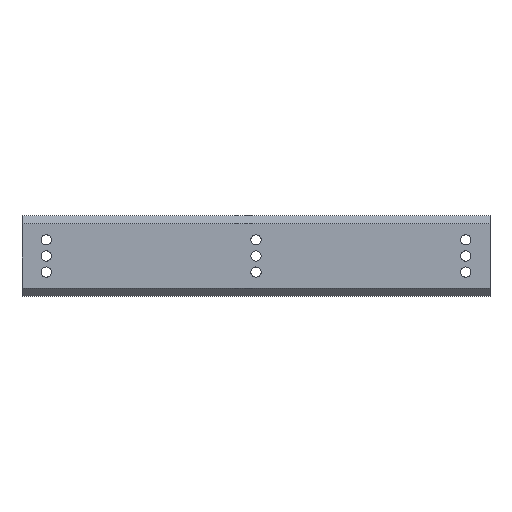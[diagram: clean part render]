
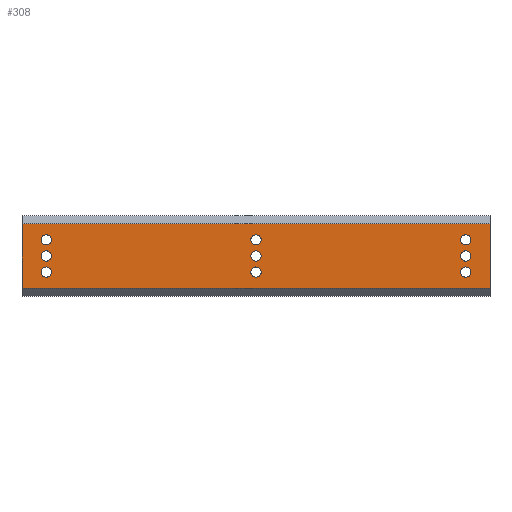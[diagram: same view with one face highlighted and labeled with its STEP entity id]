
A CAD part, top view. The second image highlights one B-rep face of the part: STEP entity #308.
In plain terms, the highlighted planar face has unit normal (0, 0, 1).
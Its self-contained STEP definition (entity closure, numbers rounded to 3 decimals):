
#15=FACE_BOUND('',#64,.T.);
#16=FACE_BOUND('',#65,.T.);
#17=FACE_BOUND('',#66,.T.);
#18=FACE_BOUND('',#67,.T.);
#19=FACE_BOUND('',#68,.T.);
#20=FACE_BOUND('',#69,.T.);
#21=FACE_BOUND('',#70,.T.);
#22=FACE_BOUND('',#71,.T.);
#23=FACE_BOUND('',#72,.T.);
#33=PLANE('',#355);
#48=FACE_OUTER_BOUND('',#63,.T.);
#63=EDGE_LOOP('',(#248,#249,#250,#251));
#64=EDGE_LOOP('',(#252));
#65=EDGE_LOOP('',(#253));
#66=EDGE_LOOP('',(#254));
#67=EDGE_LOOP('',(#255));
#68=EDGE_LOOP('',(#256));
#69=EDGE_LOOP('',(#257));
#70=EDGE_LOOP('',(#258));
#71=EDGE_LOOP('',(#259));
#72=EDGE_LOOP('',(#260));
#96=LINE('',#508,#117);
#97=LINE('',#510,#118);
#98=LINE('',#512,#119);
#99=LINE('',#513,#120);
#117=VECTOR('',#428,10.);
#118=VECTOR('',#429,10.);
#119=VECTOR('',#430,10.);
#120=VECTOR('',#431,10.);
#129=CIRCLE('',#329,2.55);
#131=CIRCLE('',#332,2.55);
#133=CIRCLE('',#335,2.55);
#135=CIRCLE('',#338,2.55);
#137=CIRCLE('',#341,2.55);
#139=CIRCLE('',#344,2.55);
#141=CIRCLE('',#347,2.55);
#143=CIRCLE('',#350,2.55);
#145=CIRCLE('',#353,2.55);
#147=VERTEX_POINT('',#452);
#149=VERTEX_POINT('',#458);
#151=VERTEX_POINT('',#464);
#153=VERTEX_POINT('',#470);
#155=VERTEX_POINT('',#476);
#157=VERTEX_POINT('',#482);
#159=VERTEX_POINT('',#488);
#161=VERTEX_POINT('',#494);
#163=VERTEX_POINT('',#500);
#165=VERTEX_POINT('',#506);
#166=VERTEX_POINT('',#507);
#167=VERTEX_POINT('',#509);
#168=VERTEX_POINT('',#511);
#173=EDGE_CURVE('',#147,#147,#129,.T.);
#176=EDGE_CURVE('',#149,#149,#131,.T.);
#179=EDGE_CURVE('',#151,#151,#133,.T.);
#182=EDGE_CURVE('',#153,#153,#135,.T.);
#185=EDGE_CURVE('',#155,#155,#137,.T.);
#188=EDGE_CURVE('',#157,#157,#139,.T.);
#191=EDGE_CURVE('',#159,#159,#141,.T.);
#194=EDGE_CURVE('',#161,#161,#143,.T.);
#197=EDGE_CURVE('',#163,#163,#145,.T.);
#200=EDGE_CURVE('',#165,#166,#96,.T.);
#201=EDGE_CURVE('',#167,#165,#97,.T.);
#202=EDGE_CURVE('',#168,#167,#98,.T.);
#203=EDGE_CURVE('',#166,#168,#99,.T.);
#248=ORIENTED_EDGE('',*,*,#200,.F.);
#249=ORIENTED_EDGE('',*,*,#201,.F.);
#250=ORIENTED_EDGE('',*,*,#202,.F.);
#251=ORIENTED_EDGE('',*,*,#203,.F.);
#252=ORIENTED_EDGE('',*,*,#197,.T.);
#253=ORIENTED_EDGE('',*,*,#194,.T.);
#254=ORIENTED_EDGE('',*,*,#191,.T.);
#255=ORIENTED_EDGE('',*,*,#188,.T.);
#256=ORIENTED_EDGE('',*,*,#185,.T.);
#257=ORIENTED_EDGE('',*,*,#182,.T.);
#258=ORIENTED_EDGE('',*,*,#179,.T.);
#259=ORIENTED_EDGE('',*,*,#176,.T.);
#260=ORIENTED_EDGE('',*,*,#173,.T.);
#308=ADVANCED_FACE('',(#48,#15,#16,#17,#18,#19,#20,#21,#22,#23),#33,.T.);
#329=AXIS2_PLACEMENT_3D('',#453,#365,#366);
#332=AXIS2_PLACEMENT_3D('',#459,#372,#373);
#335=AXIS2_PLACEMENT_3D('',#465,#379,#380);
#338=AXIS2_PLACEMENT_3D('',#471,#386,#387);
#341=AXIS2_PLACEMENT_3D('',#477,#393,#394);
#344=AXIS2_PLACEMENT_3D('',#483,#400,#401);
#347=AXIS2_PLACEMENT_3D('',#489,#407,#408);
#350=AXIS2_PLACEMENT_3D('',#495,#414,#415);
#353=AXIS2_PLACEMENT_3D('',#501,#421,#422);
#355=AXIS2_PLACEMENT_3D('',#505,#426,#427);
#365=DIRECTION('center_axis',(0.,0.,-1.));
#366=DIRECTION('ref_axis',(1.,0.,0.));
#372=DIRECTION('center_axis',(0.,0.,-1.));
#373=DIRECTION('ref_axis',(1.,0.,0.));
#379=DIRECTION('center_axis',(0.,0.,-1.));
#380=DIRECTION('ref_axis',(1.,0.,0.));
#386=DIRECTION('center_axis',(0.,0.,-1.));
#387=DIRECTION('ref_axis',(1.,0.,0.));
#393=DIRECTION('center_axis',(0.,0.,-1.));
#394=DIRECTION('ref_axis',(1.,0.,0.));
#400=DIRECTION('center_axis',(0.,0.,-1.));
#401=DIRECTION('ref_axis',(1.,0.,0.));
#407=DIRECTION('center_axis',(0.,0.,-1.));
#408=DIRECTION('ref_axis',(1.,0.,0.));
#414=DIRECTION('center_axis',(0.,0.,-1.));
#415=DIRECTION('ref_axis',(1.,0.,0.));
#421=DIRECTION('center_axis',(0.,0.,-1.));
#422=DIRECTION('ref_axis',(1.,0.,0.));
#426=DIRECTION('center_axis',(0.,0.,1.));
#427=DIRECTION('ref_axis',(1.,0.,0.));
#428=DIRECTION('',(-1.,0.,0.));
#429=DIRECTION('',(0.,-1.,0.));
#430=DIRECTION('',(1.,0.,0.));
#431=DIRECTION('',(0.,1.,0.));
#452=CARTESIAN_POINT('',(101.45,8.,4.));
#453=CARTESIAN_POINT('Origin',(104.,8.,4.));
#458=CARTESIAN_POINT('',(101.45,0.,4.));
#459=CARTESIAN_POINT('Origin',(104.,0.,4.));
#464=CARTESIAN_POINT('',(101.45,-8.,4.));
#465=CARTESIAN_POINT('Origin',(104.,-8.,4.));
#470=CARTESIAN_POINT('',(-2.55,8.,4.));
#471=CARTESIAN_POINT('Origin',(0.,8.,4.));
#476=CARTESIAN_POINT('',(-2.55,0.,4.));
#477=CARTESIAN_POINT('Origin',(0.,0.,
4.));
#482=CARTESIAN_POINT('',(-2.55,-8.,4.));
#483=CARTESIAN_POINT('Origin',(0.,-8.,4.));
#488=CARTESIAN_POINT('',(-106.55,8.,4.));
#489=CARTESIAN_POINT('Origin',(-104.,8.,4.));
#494=CARTESIAN_POINT('',(-106.55,0.,4.));
#495=CARTESIAN_POINT('Origin',(-104.,0.,4.));
#500=CARTESIAN_POINT('',(-106.55,-8.,4.));
#501=CARTESIAN_POINT('Origin',(-104.,-8.,4.));
#505=CARTESIAN_POINT('Origin',(0.,0.,
4.));
#506=CARTESIAN_POINT('',(116.,-16.,4.));
#507=CARTESIAN_POINT('',(-116.,-16.,4.));
#508=CARTESIAN_POINT('',(0.,-16.,4.));
#509=CARTESIAN_POINT('',(116.,16.,4.));
#510=CARTESIAN_POINT('',(116.,0.,4.));
#511=CARTESIAN_POINT('',(-116.,16.,4.));
#512=CARTESIAN_POINT('',(0.,16.,4.));
#513=CARTESIAN_POINT('',(-116.,0.,4.));
